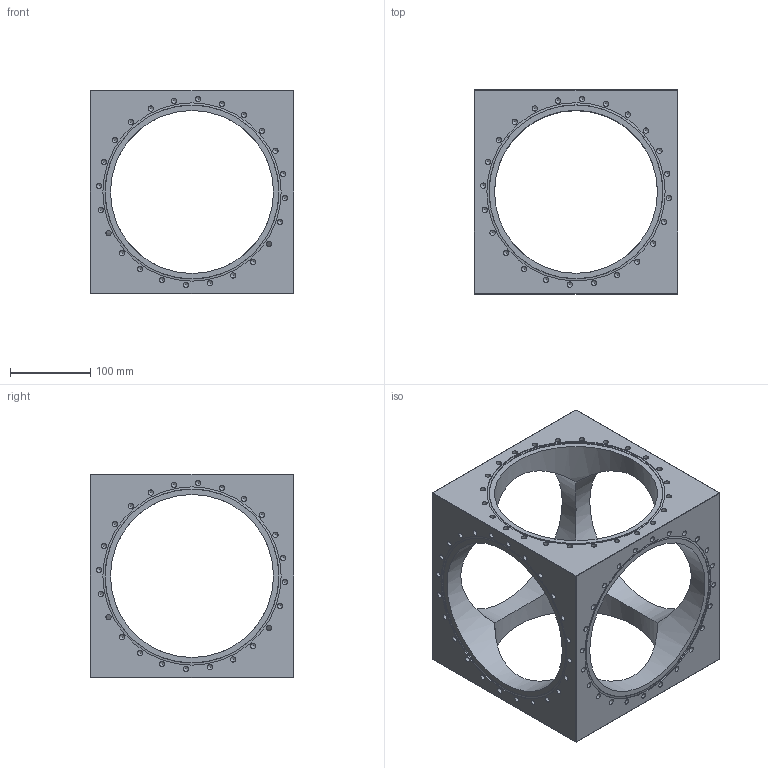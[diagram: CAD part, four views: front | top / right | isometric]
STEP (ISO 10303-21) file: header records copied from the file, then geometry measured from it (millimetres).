
FILE_DESCRIPTION(/* description */ (''),/* implementation_level */ '2;1');
FILE_NAME(/* name */ 'FL-CUBE200CF.stp',/* time_stamp */ '2018-05-18T11:49:00+01:00',/* author */ ('paul'),/* organization */ (''),/* preprocessor_version */ 'ST-DEVELOPER v17',/* originating_system */ 'Autodesk Inventor 2018',/* authorisation */ '');
FILE_SCHEMA (('AUTOMOTIVE_DESIGN { 1 0 10303 214 3 1 1 }'));
Length unit declared in the file: millimetre
Products named in the file (1): FL-CUBE200CF
Bounding box: 254 x 254 x 254 mm (x, y, z)
Volume: 3437110.2 mm3; surface area: 366502.2 mm2
Topology: 1 solids, 1 shells, 344 faces, 1151 edges, 811 vertices
Faces by surface type: cone 156, cylinder 156, plane 32
Full cylindrical faces by diameter (mm): 6.647 x144, 203.2 x6, 222.2 x6
Entity records: 12429 total; most frequent: DIRECTION 2344, CARTESIAN_POINT 2163, ORIENTED_EDGE 2014, EDGE_CURVE 1007, AXIS2_PLACEMENT_3D 992, VERTEX_POINT 811, CIRCLE 630, EDGE_LOOP 500
